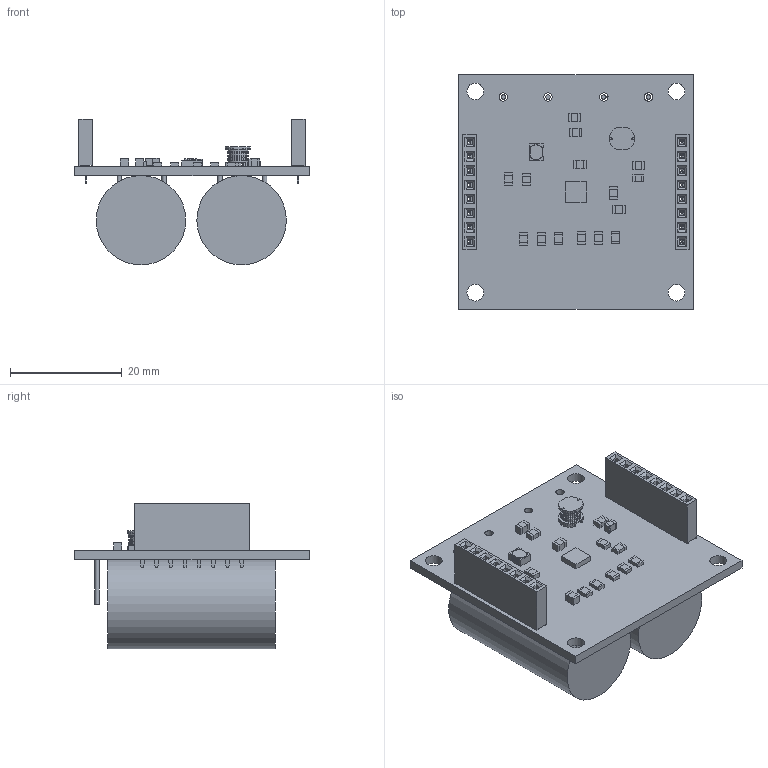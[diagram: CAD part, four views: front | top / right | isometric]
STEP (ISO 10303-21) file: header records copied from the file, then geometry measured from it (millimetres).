
FILE_DESCRIPTION(('Open CASCADE Model'),'2;1');
FILE_NAME('Open CASCADE Shape Model','2017-11-29T20:36:04',('Author'),( 'Open CASCADE'),'Open CASCADE STEP processor 6.5','Open CASCADE 6.5' ,'Unknown');
FILE_SCHEMA(('AUTOMOTIVE_DESIGN { 1 0 10303 214 1 1 1 1 }'));
Length unit declared in the file: millimetre
Products named in the file (83): PCB; Board; J5; m20-7820842_asm; M20-78208_MOULD; M20-782_CONTACT; J4; C4; 1431921952; Cylinder; 1431922192; C3; L1; User_Library-VLF3025; U1; 1462643504; Extruded; CREF; 1462695472; 1462695856; CSTOR; 1462694576; -1931554512; CBYP; 1458660432; 1458657616; CIN; C1; 1462688816; 1462687920; COUT; 0805-CAP; C11; 1462643376; 1462669744; C2; L2; 1462696112; 1462701360; 1462696496 ...
Assembly tree (127 placements, depth 4):
  PCB
    Board
    J5
      m20-7820842_asm
        M20-78208_MOULD
        M20-782_CONTACT  x8
    J4
      m20-7820842_asm
        M20-78208_MOULD
        M20-782_CONTACT  x8
    C4
      1431921952
        Cylinder
      1431922192  x2
        Cylinder
    C3
      1431921952
        Cylinder
      1431922192  x2
        Cylinder
    L1
      User_Library-VLF3025
    U1
      1462643504
        Extruded
    CREF
      1462695472
        Extruded
      1462695856  x2
        Extruded
    CSTOR
      1462694576  x2
        Extruded
      -1931554512
        Extruded
    CBYP
      1458660432
        Extruded
      1458657616  x2
        Extruded
    CIN
      1462695856  x2
        Extruded
      1462695472
        Extruded
    C1
      1462688816
        Extruded
      1462687920  x2
        Extruded
    COUT
      0805-CAP
    C11
      1462643376  x2
        Extruded
      1462669744
        Extruded
    C2
      1458660432
        Extruded
Bounding box: 42.01 x 41.99 x 26.11 mm (x, y, z)
Volume: 15653.6 mm3; surface area: 10802.8 mm2
Topology: 89 solids, 90 shells, 2807 faces, 7309 edges, 4698 vertices
Faces by surface type: plane 2350, cylinder 441, torus 8, sphere 8
Full cylindrical faces by diameter (mm): 0.8 x4, 1.016 x16, 1.5 x4, 3 x4, 16 x2
Entity records: 61338 total; most frequent: CARTESIAN_POINT 11579, DIRECTION 8716, LINE 6178, VECTOR 6178, ORIENTED_EDGE 4660, PCURVE 4656, DEFINITIONAL_REPRESENTATION 4656, EDGE_CURVE 2328
